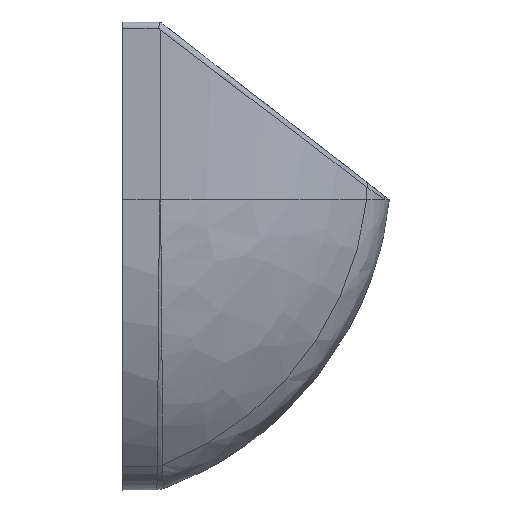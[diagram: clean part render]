
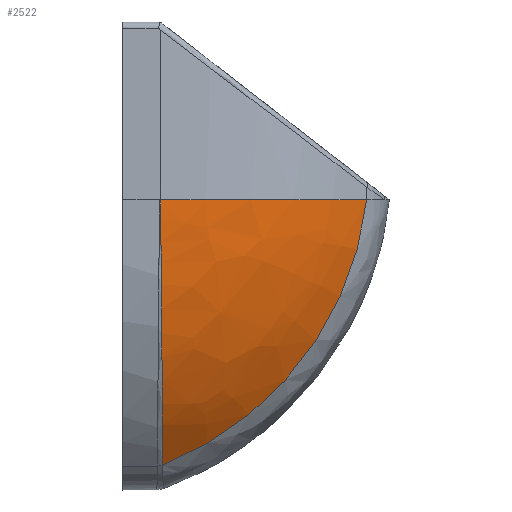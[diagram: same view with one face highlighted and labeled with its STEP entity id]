
A CAD part, left-side view. The second image highlights one B-rep face of the part: STEP entity #2522.
In plain terms, the highlighted free-form (B-spline) face has degree [2, 2] with [3, 3] control points.
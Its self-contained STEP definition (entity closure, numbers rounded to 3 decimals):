
#1298=CARTESIAN_POINT('',(-150.116,-40.487,0.));
#1299=VERTEX_POINT('',#1298);
#1313=CARTESIAN_POINT('',(-52.911,-260.83,0.0));
#1314=VERTEX_POINT('',#1313);
#1315=CARTESIAN_POINT('',(184.678,-24.405,0.0));
#1316=DIRECTION('',(0.0,0.0,-1.));
#1317=DIRECTION('',(0.999,0.047,0.0));
#1318=AXIS2_PLACEMENT_3D('',#1315,#1316,#1317);
#1319=CIRCLE('',#1318,335.18);
#1320=EDGE_CURVE('',#1314,#1299,#1319,.T.);
#2479=CARTESIAN_POINT('',(-52.911,-260.83,0.0));
#2480=CARTESIAN_POINT('',(-143.925,-169.368,0.0));
#2481=CARTESIAN_POINT('',(-150.116,-40.487,0.0));
#2482=CARTESIAN_POINT('',(-52.911,-236.843,-207.277));
#2483=CARTESIAN_POINT('',(-143.925,-145.381,-152.321));
#2484=CARTESIAN_POINT('',(-150.116,-16.5,-74.881));
#2485=CARTESIAN_POINT('',(-52.911,-42.566,-283.407));
#2486=CARTESIAN_POINT('',(-143.925,0.372,-202.651));
#2487=CARTESIAN_POINT('',(-150.116,60.878,-88.855));
#2495=(BOUNDED_SURFACE()B_SPLINE_SURFACE(2,2,((#2479,#2482,#2485),(#2480,#2483,#2486),(#2481,#2484,#2487)),.SURF_OF_REVOLUTION.,.F.,.F.,.U.)GEOMETRIC_REPRESENTATION_ITEM()QUASI_UNIFORM_SURFACE()RATIONAL_B_SPLINE_SURFACE(((1.0,0.857,1.0),(0.933,0.8,0.933),(1.0,0.857,1.0)))REPRESENTATION_ITEM('')SURFACE());
#2496=CARTESIAN_POINT('',(-52.911,-42.566,-283.407));
#2497=VERTEX_POINT('',#2496);
#2498=CARTESIAN_POINT('',(-52.911,-42.566,-283.407));
#2499=CARTESIAN_POINT('',(-57.798,-42.55,-278.175));
#2500=CARTESIAN_POINT('',(-67.385,-42.514,-267.219));
#2501=CARTESIAN_POINT('',(-85.316,-42.43,-243.805));
#2502=CARTESIAN_POINT('',(-105.018,-42.299,-211.986));
#2503=CARTESIAN_POINT('',(-123.476,-42.086,-171.123));
#2504=CARTESIAN_POINT('',(-136.621,-41.801,-128.925));
#2505=CARTESIAN_POINT('',(-144.956,-41.419,-85.586));
#2506=CARTESIAN_POINT('',(-149.052,-40.938,-42.42));
#2507=CARTESIAN_POINT('',(-149.894,-40.608,-14.01));
#2508=CARTESIAN_POINT('',(-150.116,-40.487,0.));
#2509=B_SPLINE_CURVE_WITH_KNOTS('',3,(#2498,#2499,#2500,#2501,#2502,#2503,#2504,#2505,#2506,#2507,#2508),.UNSPECIFIED.,.F.,.U.,(4,1,1,1,1,1,1,1,4),(-29.183,-27.161,-25.069,-20.884,-16.7,-12.516,-8.332,-4.147,0.001),.UNSPECIFIED.);
#2510=EDGE_CURVE('',#2497,#1299,#2509,.T.);
#2511=ORIENTED_EDGE('',*,*,#2510,.F.);
#2512=CARTESIAN_POINT('',(-52.911,84.135,39.921));
#2513=DIRECTION('',(1.,0.,0.));
#2514=DIRECTION('',(0.,-0.994,-0.108));
#2515=AXIS2_PLACEMENT_3D('',#2512,#2513,#2514);
#2516=CIRCLE('',#2515,347.267);
#2517=EDGE_CURVE('',#1314,#2497,#2516,.T.);
#2518=ORIENTED_EDGE('',*,*,#2517,.F.);
#2519=ORIENTED_EDGE('',*,*,#1320,.T.);
#2520=EDGE_LOOP('',(#2511,#2518,#2519));
#2521=FACE_OUTER_BOUND('',#2520,.T.);
#2522=ADVANCED_FACE('',(#2521),#2495,.T.);
